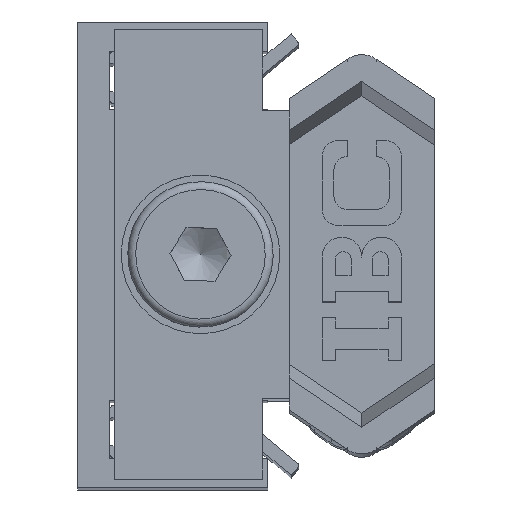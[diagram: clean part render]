
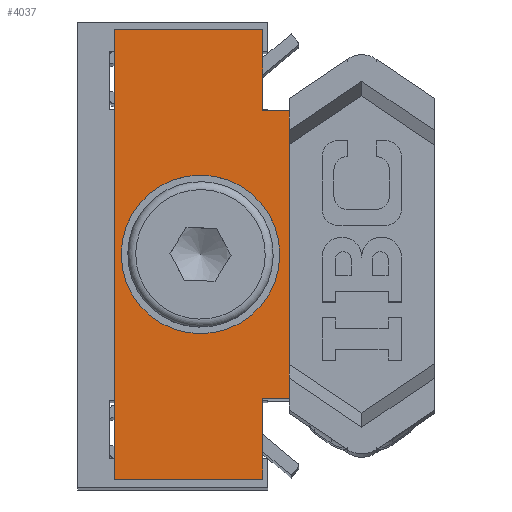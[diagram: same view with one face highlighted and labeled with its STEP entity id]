
A CAD part, top view. The second image highlights one B-rep face of the part: STEP entity #4037.
In plain terms, the highlighted face is planar.
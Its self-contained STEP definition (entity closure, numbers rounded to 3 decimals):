
#1701=CARTESIAN_POINT('',(5.45,-2.457,2.));
#1702=VERTEX_POINT('',#1701);
#1709=CARTESIAN_POINT('',(5.252,-2.751,2.));
#1710=VERTEX_POINT('',#1709);
#1711=CARTESIAN_POINT('',(5.45,-2.457,2.));
#1712=DIRECTION('',(-0.559,-0.829,0.));
#1713=VECTOR('',#1712,0.355);
#1714=LINE('',#1711,#1713);
#1715=EDGE_CURVE('',#1702,#1710,#1714,.T.);
#1961=CARTESIAN_POINT('',(-5.253,-2.751,2.));
#1962=VERTEX_POINT('',#1961);
#1969=CARTESIAN_POINT('',(-5.45,-2.458,2.));
#1970=VERTEX_POINT('',#1969);
#1971=CARTESIAN_POINT('',(-5.253,-2.751,2.));
#1972=DIRECTION('',(-0.559,0.829,0.));
#1973=VECTOR('',#1972,0.353);
#1974=LINE('',#1971,#1973);
#1975=EDGE_CURVE('',#1962,#1970,#1974,.T.);
#3595=CARTESIAN_POINT('',(-4.164,-2.751,2.0));
#3596=VERTEX_POINT('',#3595);
#3597=CARTESIAN_POINT('',(4.159,-2.751,2.0));
#3598=VERTEX_POINT('',#3597);
#3599=CARTESIAN_POINT('',(-4.164,-2.751,2.));
#3600=DIRECTION('',(1.0,0.0,0.0));
#3601=VECTOR('',#3600,8.323);
#3602=LINE('',#3599,#3601);
#3603=EDGE_CURVE('',#3596,#3598,#3602,.T.);
#3757=CARTESIAN_POINT('',(-3.,-6.101,1.999));
#3758=VERTEX_POINT('',#3757);
#3759=CARTESIAN_POINT('',(0.,-6.101,1.999));
#3760=DIRECTION('',(0.0,0.,1.));
#3761=DIRECTION('',(-1.0,0.0,0.0));
#3762=AXIS2_PLACEMENT_3D('',#3759,#3760,#3761);
#3763=CIRCLE('',#3762,3.);
#3764=EDGE_CURVE('',#3758,#3758,#3763,.T.);
#3818=CARTESIAN_POINT('',(-5.45,-3.751,2.));
#3819=VERTEX_POINT('',#3818);
#3828=CARTESIAN_POINT('',(-8.5,-3.751,2.));
#3829=VERTEX_POINT('',#3828);
#3830=CARTESIAN_POINT('',(-5.45,-3.751,2.));
#3831=DIRECTION('',(-1.0,0.0,0.0));
#3832=VECTOR('',#3831,3.05);
#3833=LINE('',#3830,#3832);
#3834=EDGE_CURVE('',#3819,#3829,#3833,.T.);
#3860=CARTESIAN_POINT('',(5.45,-3.751,2.));
#3861=VERTEX_POINT('',#3860);
#3876=CARTESIAN_POINT('',(8.5,-3.751,2.));
#3877=VERTEX_POINT('',#3876);
#3884=CARTESIAN_POINT('',(8.5,-3.751,2.));
#3885=DIRECTION('',(-1.0,0.0,0.0));
#3886=VECTOR('',#3885,3.05);
#3887=LINE('',#3884,#3886);
#3888=EDGE_CURVE('',#3877,#3861,#3887,.T.);
#3900=CARTESIAN_POINT('',(8.5,-9.351,1.997));
#3901=VERTEX_POINT('',#3900);
#3908=CARTESIAN_POINT('',(8.5,-3.751,2.));
#3909=DIRECTION('',(0.0,-1.,0.));
#3910=VECTOR('',#3909,5.6);
#3911=LINE('',#3908,#3910);
#3912=EDGE_CURVE('',#3877,#3901,#3911,.T.);
#3929=CARTESIAN_POINT('',(-8.5,-9.351,1.997));
#3930=VERTEX_POINT('',#3929);
#3946=CARTESIAN_POINT('',(-8.5,-3.751,2.));
#3947=DIRECTION('',(0.0,-1.,0.));
#3948=VECTOR('',#3947,5.6);
#3949=LINE('',#3946,#3948);
#3950=EDGE_CURVE('',#3829,#3930,#3949,.T.);
#3968=CARTESIAN_POINT('',(8.5,-9.351,1.997));
#3969=DIRECTION('',(-1.0,0.0,0.0));
#3970=VECTOR('',#3969,17.);
#3971=LINE('',#3968,#3970);
#3972=EDGE_CURVE('',#3901,#3930,#3971,.T.);
#3983=CARTESIAN_POINT('',(5.45,-3.751,2.));
#3984=DIRECTION('',(0.0,1.,0.));
#3985=VECTOR('',#3984,1.294);
#3986=LINE('',#3983,#3985);
#3987=EDGE_CURVE('',#3861,#1702,#3986,.T.);
#4000=CARTESIAN_POINT('',(5.45,-2.751,2.));
#4001=DIRECTION('',(0.,0.,-1.));
#4002=DIRECTION('',(-1.0,0.0,0.0));
#4003=AXIS2_PLACEMENT_3D('',#4000,#4001,#4002);
#4004=PLANE('',#4003);
#4005=CARTESIAN_POINT('',(-5.45,-3.751,2.));
#4006=DIRECTION('',(0.0,1.,0.));
#4007=VECTOR('',#4006,1.292);
#4008=LINE('',#4005,#4007);
#4009=EDGE_CURVE('',#3819,#1970,#4008,.T.);
#4010=ORIENTED_EDGE('',*,*,#4009,.T.);
#4011=ORIENTED_EDGE('',*,*,#1975,.F.);
#4012=CARTESIAN_POINT('',(-4.164,-2.751,2.));
#4013=DIRECTION('',(-1.0,0.0,0.0));
#4014=VECTOR('',#4013,1.089);
#4015=LINE('',#4012,#4014);
#4016=EDGE_CURVE('',#3596,#1962,#4015,.T.);
#4017=ORIENTED_EDGE('',*,*,#4016,.F.);
#4018=ORIENTED_EDGE('',*,*,#3603,.T.);
#4019=CARTESIAN_POINT('',(5.252,-2.751,2.));
#4020=DIRECTION('',(-1.0,0.0,0.0));
#4021=VECTOR('',#4020,1.092);
#4022=LINE('',#4019,#4021);
#4023=EDGE_CURVE('',#1710,#3598,#4022,.T.);
#4024=ORIENTED_EDGE('',*,*,#4023,.F.);
#4025=ORIENTED_EDGE('',*,*,#1715,.F.);
#4026=ORIENTED_EDGE('',*,*,#3987,.F.);
#4027=ORIENTED_EDGE('',*,*,#3888,.F.);
#4028=ORIENTED_EDGE('',*,*,#3912,.T.);
#4029=ORIENTED_EDGE('',*,*,#3972,.T.);
#4030=ORIENTED_EDGE('',*,*,#3950,.F.);
#4031=ORIENTED_EDGE('',*,*,#3834,.F.);
#4032=EDGE_LOOP('',(#4010,#4011,#4017,#4018,#4024,#4025,#4026,#4027,#4028,#4029,#4030,#4031));
#4033=FACE_OUTER_BOUND('',#4032,.T.);
#4034=ORIENTED_EDGE('',*,*,#3764,.T.);
#4035=EDGE_LOOP('',(#4034));
#4036=FACE_BOUND('',#4035,.T.);
#4037=ADVANCED_FACE('',(#4033,#4036),#4004,.T.);
